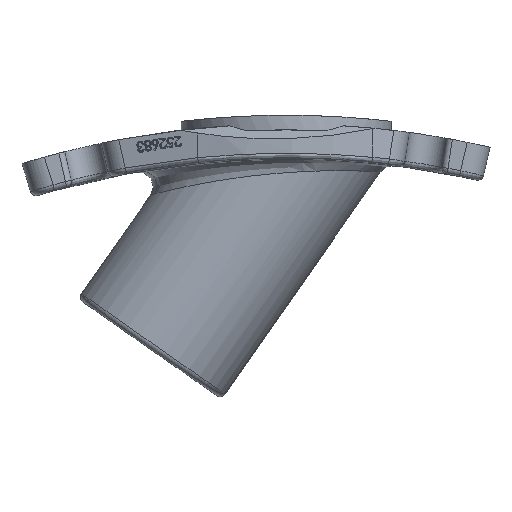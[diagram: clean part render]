
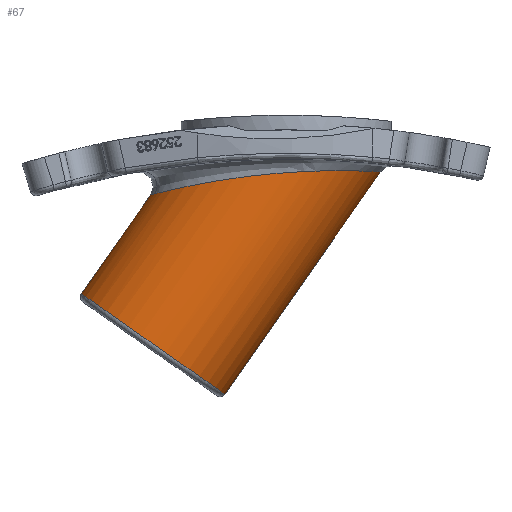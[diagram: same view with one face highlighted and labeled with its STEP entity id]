
A CAD part, front view. The second image highlights one B-rep face of the part: STEP entity #67.
In plain terms, the highlighted cylindrical face has radius 30 mm (diameter 60 mm), a partial arc.
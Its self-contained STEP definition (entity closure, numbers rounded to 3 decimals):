
#67 = ADVANCED_FACE ( 'NONE', ( #11489 ), #11485, .T. ) ;
#2163 = CARTESIAN_POINT ( 'NONE',  ( -21.106, 0., -84.573 ) ) ;
#2172 = CARTESIAN_POINT ( 'NONE',  ( -46.529, 0., -16.275 ) ) ;
#2203 = CARTESIAN_POINT ( 'NONE',  ( 32.236, 0., -8.393 ) ) ;
#2218 = CARTESIAN_POINT ( 'NONE',  ( -45.17, -7.358, -15.93 ) ) ;
#2568 = CARTESIAN_POINT ( 'NONE',  ( -70.255, 0., -50.158 ) ) ;
#7055 = B_SPLINE_CURVE_WITH_KNOTS ( 'NONE', 3,
 ( #7559, #7554, #7553, #7551, #7550, #7549, #7548, #7547, #7546, #7545, #7544, #7543, #7542, #7541, #7540, #7537, #7536, #7535, #7534, #7533, #7532, #7531, #7530, #7528, #7527, #7526, #7525, #7524, #7523, #7521, #7520, #7519, #7518, #7517, #7516, #7515, #7514, #7512, #7511, #7510, #7509, #7508, #7507, #7506, #7505, #7504, #7503, #7502, #7501, #7500, #7499, #7498, #7497, #7494, #7493, #7490 ),
 .UNSPECIFIED., .F., .F.,
 ( 4, 2, 2, 2, 2, 2, 2, 2, 2, 2, 2, 2, 2, 2, 2, 2, 2, 2, 2, 2, 2, 2, 2, 2, 2, 2, 2, 4 ),
 ( 0.112, 0.118, 0.12, 0.121, 0.125, 0.128, 0.131, 0.137, 0.141, 0.144, 0.147, 0.15, 0.157, 0.16, 0.163, 0.17, 0.176, 0.18, 0.183, 0.189, 0.192, 0.196, 0.202, 0.205, 0.207, 0.209, 0.212, 0.215 ),
 .UNSPECIFIED. ) ;
#7175 = B_SPLINE_CURVE_WITH_KNOTS ( 'NONE', 3,
 ( #11592, #11595, #12119, #11952, #12148, #12446, #11733, #11682 ),
 .UNSPECIFIED., .F., .F.,
 ( 4, 2, 2, 4 ),
 ( 0.215, 0.219, 0.221, 0.223 ),
 .UNSPECIFIED. ) ;
#7490 = CARTESIAN_POINT ( 'NONE',  ( -45.17, -7.358, -15.93 ) ) ;
#7493 = CARTESIAN_POINT ( 'NONE',  ( -44.792, -8.367, -15.836 ) ) ;
#7494 = CARTESIAN_POINT ( 'NONE',  ( -44.348, -9.335, -15.725 ) ) ;
#7497 = CARTESIAN_POINT ( 'NONE',  ( -43.346, -11.2, -15.48 ) ) ;
#7498 = CARTESIAN_POINT ( 'NONE',  ( -42.789, -12.098, -15.345 ) ) ;
#7499 = CARTESIAN_POINT ( 'NONE',  ( -41.877, -13.396, -15.127 ) ) ;
#7500 = CARTESIAN_POINT ( 'NONE',  ( -41.56, -13.822, -15.052 ) ) ;
#7501 = CARTESIAN_POINT ( 'NONE',  ( -40.902, -14.657, -14.898 ) ) ;
#7502 = CARTESIAN_POINT ( 'NONE',  ( -40.561, -15.067, -14.818 ) ) ;
#7503 = CARTESIAN_POINT ( 'NONE',  ( -39.511, -16.265, -14.576 ) ) ;
#7504 = CARTESIAN_POINT ( 'NONE',  ( -38.777, -17.022, -14.41 ) ) ;
#7505 = CARTESIAN_POINT ( 'NONE',  ( -36.484, -19.185, -13.901 ) ) ;
#7506 = CARTESIAN_POINT ( 'NONE',  ( -34.834, -20.485, -13.548 ) ) ;
#7507 = CARTESIAN_POINT ( 'NONE',  ( -32.206, -22.255, -13.016 ) ) ;
#7508 = CARTESIAN_POINT ( 'NONE',  ( -31.303, -22.814, -12.838 ) ) ;
#7509 = CARTESIAN_POINT ( 'NONE',  ( -29.474, -23.862, -12.487 ) ) ;
#7510 = CARTESIAN_POINT ( 'NONE',  ( -28.546, -24.351, -12.313 ) ) ;
#7511 = CARTESIAN_POINT ( 'NONE',  ( -25.719, -25.726, -11.802 ) ) ;
#7512 = CARTESIAN_POINT ( 'NONE',  ( -23.781, -26.517, -11.472 ) ) ;
#7514 = CARTESIAN_POINT ( 'NONE',  ( -20.798, -27.53, -11. ) ) ;
#7515 = CARTESIAN_POINT ( 'NONE',  ( -19.791, -27.838, -10.846 ) ) ;
#7516 = CARTESIAN_POINT ( 'NONE',  ( -17.751, -28.396, -10.548 ) ) ;
#7517 = CARTESIAN_POINT ( 'NONE',  ( -16.715, -28.646, -10.402 ) ) ;
#7518 = CARTESIAN_POINT ( 'NONE',  ( -13.601, -29.301, -9.985 ) ) ;
#7519 = CARTESIAN_POINT ( 'NONE',  ( -11.511, -29.612, -9.73 ) ) ;
#7520 = CARTESIAN_POINT ( 'NONE',  ( -7.301, -29.984, -9.268 ) ) ;
#7521 = CARTESIAN_POINT ( 'NONE',  ( -5.181, -30.044, -9.062 ) ) ;
#7523 = CARTESIAN_POINT ( 'NONE',  ( -1.978, -29.93, -8.792 ) ) ;
#7524 = CARTESIAN_POINT ( 'NONE',  ( -0.91, -29.858, -8.708 ) ) ;
#7525 = CARTESIAN_POINT ( 'NONE',  ( 1.209, -29.645, -8.556 ) ) ;
#7526 = CARTESIAN_POINT ( 'NONE',  ( 2.262, -29.503, -8.487 ) ) ;
#7527 = CARTESIAN_POINT ( 'NONE',  ( 5.404, -28.971, -8.301 ) ) ;
#7528 = CARTESIAN_POINT ( 'NONE',  ( 7.475, -28.474, -8.204 ) ) ;
#7530 = CARTESIAN_POINT ( 'NONE',  ( 10.54, -27.484, -8.099 ) ) ;
#7531 = CARTESIAN_POINT ( 'NONE',  ( 11.547, -27.115, -8.07 ) ) ;
#7532 = CARTESIAN_POINT ( 'NONE',  ( 13.519, -26.302, -8.026 ) ) ;
#7533 = CARTESIAN_POINT ( 'NONE',  ( 14.486, -25.856, -8.01 ) ) ;
#7534 = CARTESIAN_POINT ( 'NONE',  ( 16.381, -24.884, -7.989 ) ) ;
#7535 = CARTESIAN_POINT ( 'NONE',  ( 17.308, -24.358, -7.985 ) ) ;
#7536 = CARTESIAN_POINT ( 'NONE',  ( 19.12, -23.217, -7.986 ) ) ;
#7537 = CARTESIAN_POINT ( 'NONE',  ( 20.007, -22.6, -7.991 ) ) ;
#7540 = CARTESIAN_POINT ( 'NONE',  ( 22.55, -20.644, -8.02 ) ) ;
#7541 = CARTESIAN_POINT ( 'NONE',  ( 24.105, -19.19, -8.055 ) ) ;
#7542 = CARTESIAN_POINT ( 'NONE',  ( 26.204, -16.761, -8.118 ) ) ;
#7543 = CARTESIAN_POINT ( 'NONE',  ( 26.867, -15.905, -8.141 ) ) ;
#7544 = CARTESIAN_POINT ( 'NONE',  ( 28.079, -14.143, -8.187 ) ) ;
#7545 = CARTESIAN_POINT ( 'NONE',  ( 28.632, -13.234, -8.211 ) ) ;
#7546 = CARTESIAN_POINT ( 'NONE',  ( 29.63, -11.356, -8.256 ) ) ;
#7547 = CARTESIAN_POINT ( 'NONE',  ( 30.075, -10.388, -8.277 ) ) ;
#7548 = CARTESIAN_POINT ( 'NONE',  ( 30.657, -8.89, -8.307 ) ) ;
#7549 = CARTESIAN_POINT ( 'NONE',  ( 30.837, -8.381, -8.316 ) ) ;
#7550 = CARTESIAN_POINT ( 'NONE',  ( 31.165, -7.357, -8.334 ) ) ;
#7551 = CARTESIAN_POINT ( 'NONE',  ( 31.313, -6.842, -8.342 ) ) ;
#7553 = CARTESIAN_POINT ( 'NONE',  ( 31.968, -4.256, -8.377 ) ) ;
#7554 = CARTESIAN_POINT ( 'NONE',  ( 32.236, -2.148, -8.393 ) ) ;
#7559 = CARTESIAN_POINT ( 'NONE',  ( 32.236, 0., -8.393 ) ) ;
#7944 = DIRECTION ( 'NONE',  ( -0.574, 0., -0.819 ) ) ;
#7945 = CARTESIAN_POINT ( 'NONE',  ( 286671.899, 0., 409355.47 ) ) ;
#10611 = CARTESIAN_POINT ( 'NONE',  ( 286647.324, 0., 409372.677 ) ) ;
#10883 = DIRECTION ( 'NONE',  ( -0.574, 0., -0.819 ) ) ;
#11003 = DIRECTION ( 'NONE',  ( -0.819, 0., 0.574 ) ) ;
#11485 = CYLINDRICAL_SURFACE ( 'NONE', #18193, 30. ) ;
#11489 = FACE_OUTER_BOUND ( 'NONE', #19605, .T. ) ;
#11592 = CARTESIAN_POINT ( 'NONE',  ( -45.17, -7.358, -15.93 ) ) ;
#11595 = CARTESIAN_POINT ( 'NONE',  ( -45.613, -6.175, -16.041 ) ) ;
#11682 = CARTESIAN_POINT ( 'NONE',  ( -46.529, 0., -16.275 ) ) ;
#11720 = DIRECTION ( 'NONE',  ( 0.574, 0., 0.819 ) ) ;
#11733 = CARTESIAN_POINT ( 'NONE',  ( -46.529, -0.633, -16.275 ) ) ;
#11952 = CARTESIAN_POINT ( 'NONE',  ( -46.295, -3.131, -16.215 ) ) ;
#12047 = CARTESIAN_POINT ( 'NONE',  ( -45.68, 0., -67.366 ) ) ;
#12119 = CARTESIAN_POINT ( 'NONE',  ( -45.952, -4.97, -16.127 ) ) ;
#12120 = DIRECTION ( 'NONE',  ( 0.819, 0., -0.574 ) ) ;
#12148 = CARTESIAN_POINT ( 'NONE',  ( -46.382, -2.513, -16.237 ) ) ;
#12446 = CARTESIAN_POINT ( 'NONE',  ( -46.499, -1.265, -16.267 ) ) ;
#13372 = EDGE_CURVE ( 'NONE', #15905, #15932, #13745, .T. ) ;
#13412 = EDGE_CURVE ( 'NONE', #15905, #15892, #7055, .T. ) ;
#13434 = EDGE_CURVE ( 'NONE', #15926, #15597, #13814, .T. ) ;
#13699 = EDGE_CURVE ( 'NONE', #15892, #15926, #7175, .T. ) ;
#13700 = EDGE_CURVE ( 'NONE', #15597, #15932, #14078, .T. ) ;
#13745 = LINE ( 'NONE', #7945, #13746 ) ;
#13746 = VECTOR ( 'NONE', #7944, 1000. ) ;
#13812 = VECTOR ( 'NONE', #17271, 1000. ) ;
#13814 = LINE ( 'NONE', #17294, #13812 ) ;
#14078 = CIRCLE ( 'NONE', #14203, 30. ) ;
#14203 = AXIS2_PLACEMENT_3D ( 'NONE', #12047, #11720, #12120 ) ;
#15008 = ORIENTED_EDGE ( 'NONE', *, *, #13700, .T. ) ;
#15009 = ORIENTED_EDGE ( 'NONE', *, *, #13434, .T. ) ;
#15010 = ORIENTED_EDGE ( 'NONE', *, *, #13699, .T. ) ;
#15011 = ORIENTED_EDGE ( 'NONE', *, *, #13412, .T. ) ;
#15012 = ORIENTED_EDGE ( 'NONE', *, *, #13372, .F. ) ;
#15597 = VERTEX_POINT ( 'NONE', #2568 ) ;
#15892 = VERTEX_POINT ( 'NONE', #2218 ) ;
#15905 = VERTEX_POINT ( 'NONE', #2203 ) ;
#15926 = VERTEX_POINT ( 'NONE', #2172 ) ;
#15932 = VERTEX_POINT ( 'NONE', #2163 ) ;
#17271 = DIRECTION ( 'NONE',  ( -0.574, 0., -0.819 ) ) ;
#17294 = CARTESIAN_POINT ( 'NONE',  ( 286622.749, 0., 409389.885 ) ) ;
#18193 = AXIS2_PLACEMENT_3D ( 'NONE', #10611, #10883, #11003 ) ;
#19605 = EDGE_LOOP ( 'NONE', ( #15012, #15011, #15010, #15009, #15008 ) ) ;
